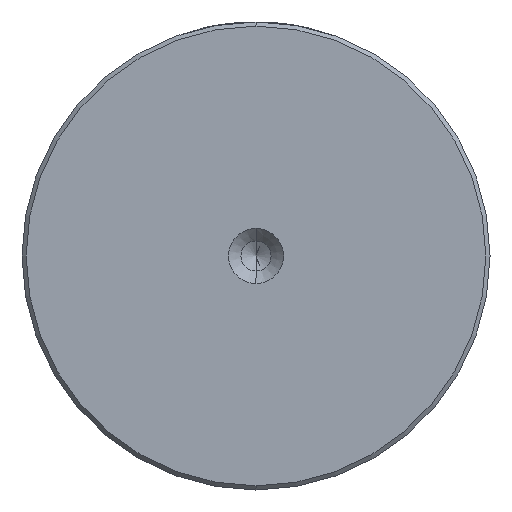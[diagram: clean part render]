
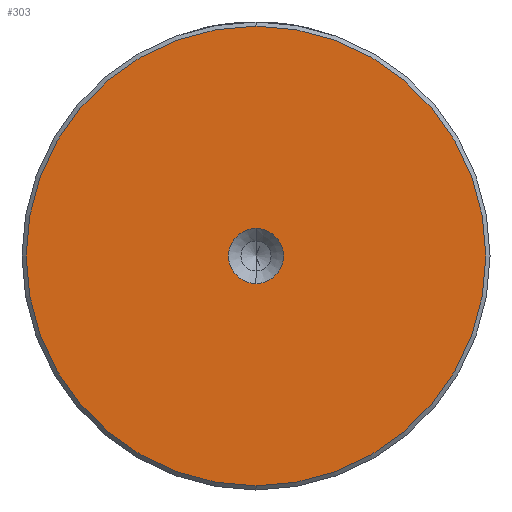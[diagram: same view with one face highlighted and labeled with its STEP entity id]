
A CAD part, left-side view. The second image highlights one B-rep face of the part: STEP entity #303.
In plain terms, the highlighted planar face has unit normal (-1, 0, 0).
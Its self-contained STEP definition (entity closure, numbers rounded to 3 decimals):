
#156 = DIRECTION ( 'NONE',  ( -1., 0., 0. ) ) ;
#171 = DIRECTION ( 'NONE',  ( 0., 0., 1. ) ) ;
#263 = CARTESIAN_POINT ( 'NONE',  ( 0., 0., 0. ) ) ;
#288 = DIRECTION ( 'NONE',  ( -1., 0., 0. ) ) ;
#303 = ADVANCED_FACE ( 'NONE', ( #2520, #1355 ), #1356, .T. ) ;
#309 = CIRCLE ( 'NONE', #2172, 27.5 ) ;
#319 = AXIS2_PLACEMENT_3D ( 'NONE', #263, #1927, #516 ) ;
#449 = CARTESIAN_POINT ( 'NONE',  ( 0., 0., 27.5 ) ) ;
#501 = ORIENTED_EDGE ( 'NONE', *, *, #1230, .F. ) ;
#516 = DIRECTION ( 'NONE',  ( 0., 0., 1. ) ) ;
#898 = ORIENTED_EDGE ( 'NONE', *, *, #2384, .T. ) ;
#921 = CARTESIAN_POINT ( 'NONE',  ( 0., 0., -3.3 ) ) ;
#1198 = VERTEX_POINT ( 'NONE', #921 ) ;
#1226 = ORIENTED_EDGE ( 'NONE', *, *, #2025, .T. ) ;
#1230 = EDGE_CURVE ( 'NONE', #1600, #1198, #2824, .T. ) ;
#1297 = AXIS2_PLACEMENT_3D ( 'NONE', #2978, #1601, #171 ) ;
#1355 = FACE_BOUND ( 'NONE', #2677, .T. ) ;
#1356 = PLANE ( 'NONE',  #2010 ) ;
#1427 = DIRECTION ( 'NONE',  ( -1., 0., 0. ) ) ;
#1468 = CIRCLE ( 'NONE', #319, 27.5 ) ;
#1538 = VERTEX_POINT ( 'NONE', #449 ) ;
#1600 = VERTEX_POINT ( 'NONE', #2106 ) ;
#1601 = DIRECTION ( 'NONE',  ( -1., 0., 0. ) ) ;
#1720 = EDGE_CURVE ( 'NONE', #1198, #1600, #2312, .T. ) ;
#1721 = CARTESIAN_POINT ( 'NONE',  ( 0., 0., 0. ) ) ;
#1824 = DIRECTION ( 'NONE',  ( 0., 0., 1. ) ) ;
#1927 = DIRECTION ( 'NONE',  ( -1., 0., 0. ) ) ;
#1957 = DIRECTION ( 'NONE',  ( 0., 0., 1. ) ) ;
#2010 = AXIS2_PLACEMENT_3D ( 'NONE', #2965, #156, #1824 ) ;
#2025 = EDGE_CURVE ( 'NONE', #1538, #2456, #309, .T. ) ;
#2106 = CARTESIAN_POINT ( 'NONE',  ( 0., 0., 3.3 ) ) ;
#2172 = AXIS2_PLACEMENT_3D ( 'NONE', #1721, #288, #1957 ) ;
#2211 = EDGE_LOOP ( 'NONE', ( #898, #1226 ) ) ;
#2312 = CIRCLE ( 'NONE', #1297, 3.3 ) ;
#2384 = EDGE_CURVE ( 'NONE', #2456, #1538, #1468, .T. ) ;
#2456 = VERTEX_POINT ( 'NONE', #2630 ) ;
#2520 = FACE_OUTER_BOUND ( 'NONE', #2211, .T. ) ;
#2598 = ORIENTED_EDGE ( 'NONE', *, *, #1720, .F. ) ;
#2630 = CARTESIAN_POINT ( 'NONE',  ( 0., 0., -27.5 ) ) ;
#2677 = EDGE_LOOP ( 'NONE', ( #501, #2598 ) ) ;
#2815 = CARTESIAN_POINT ( 'NONE',  ( 0., 0., 0. ) ) ;
#2824 = CIRCLE ( 'NONE', #2837, 3.3 ) ;
#2837 = AXIS2_PLACEMENT_3D ( 'NONE', #2815, #1427, #3036 ) ;
#2965 = CARTESIAN_POINT ( 'NONE',  ( 0., 0., 0. ) ) ;
#2978 = CARTESIAN_POINT ( 'NONE',  ( 0., 0., 0. ) ) ;
#3036 = DIRECTION ( 'NONE',  ( 0., 0., 1. ) ) ;
